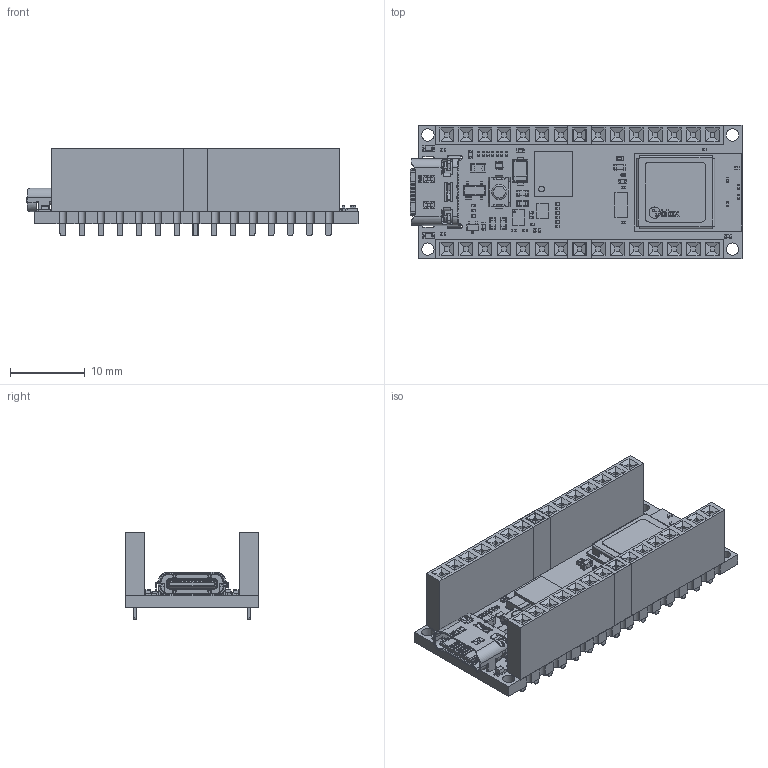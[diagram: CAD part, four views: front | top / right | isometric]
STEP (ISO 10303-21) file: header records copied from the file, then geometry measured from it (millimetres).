
FILE_DESCRIPTION(('Open CASCADE Model'),'2;1');
FILE_NAME('Open CASCADE Shape Model','2023-10-09T15:00:08',('Author'),( 'Open CASCADE'),'Open CASCADE STEP processor 7.5','Open CASCADE 7.5' ,'Unknown');
FILE_SCHEMA(('AUTOMOTIVE_DESIGN { 1 0 10303 214 1 1 1 1 }'));
Length unit declared in the file: millimetre
Products named in the file (168): PCB; Board; Open CASCADE STEP translator 7.5 1.1.1; R22; RES-0201; R2; R1; C2; CAP-0402; Y1; 1844448134976; Extruded; C1; CAP-0201; M1; NORA-W106; Open CASCADE STEP translator 6.8 1.1.1; Z3; 2410859790080; 2410859791040; Z10; 2410859790240; Z9; 2410859790640; 2410859790400; U1; IC_Espressif_Systems_ESP32-S2_eec; body; pins; logo; R3; 2410890683712; 2410890678992; 2410890683552; C10; C6; C15; Z8; 2410859791280; Z7 ...
Assembly tree (294 placements, depth 7):
  PCB
    Board
      Open CASCADE STEP translator 7.5 1.1.1
    R22
      RES-0201
    R2
      RES-0201
    R1
      RES-0201
    C2
      CAP-0402
    Y1
      1844448134976
        Extruded
    C1
      CAP-0201
    M1
      NORA-W106
        Board
          Open CASCADE STEP translator 6.8 1.1.1
        Z3
          2410859790080  x2
            Extruded
          2410859791040
            Extruded
        Z10
          2410859790240
            Extruded
          2410859790080  x2
            Extruded
        Z9
          2410859790640  x2
            Extruded
          2410859790400
            Extruded
        U1
          IC_Espressif_Systems_ESP32-S2_eec
            body
            pins
            logo
        R3
          2410890683712
            Extruded
          2410890678992  x2
            Extruded
        R2
          2410890683712
            Extruded
          2410890683552  x2
            Extruded
        R1
          2410890683712
            Extruded
          2410890678992  x2
            Extruded
        C10
          2410859791040
            Extruded
          2410859790080  x2
            Extruded
Bounding box: 44.29 x 17.78 x 11.7 mm (x, y, z)
Volume: 3174.7 mm3; surface area: 6468.4 mm2
Topology: 251 solids, 262 shells, 6179 faces, 15548 edges, 9748 vertices
Faces by surface type: plane 4231, cylinder 1385, bspline 328, sphere 160, cone 46, torus 21, revolution 8
Full cylindrical faces by diameter (mm): 0.07 x2, 0.2 x1, 0.302 x1, 0.45 x2, 0.5 x1, 0.6 x1, 0.762 x1, 0.8 x1, 1.016 x30, 1.652 x4, 2 x1, 2.05 x1
Entity records: 131832 total; most frequent: CARTESIAN_POINT 24539, ORIENTED_EDGE 18924, DIRECTION 18331, EDGE_CURVE 9465, LINE 6963, VECTOR 6963, VERTEX_POINT 6040, AXIS2_PLACEMENT_3D 5680
